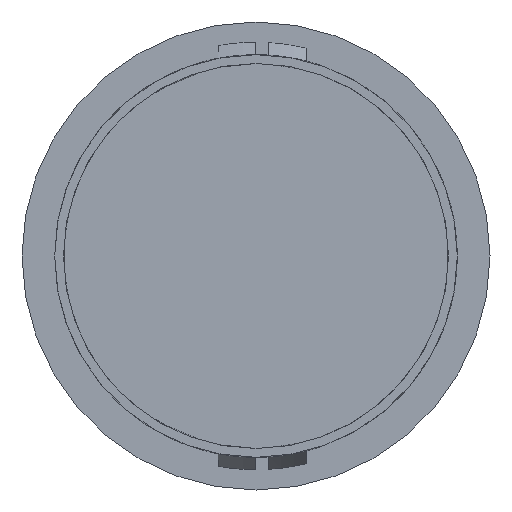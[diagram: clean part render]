
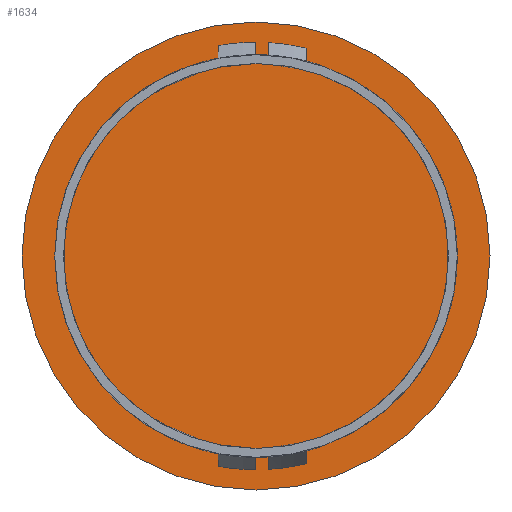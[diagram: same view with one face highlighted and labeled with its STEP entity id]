
A CAD part, front view. The second image highlights one B-rep face of the part: STEP entity #1634.
In plain terms, the highlighted planar face has unit normal (0, -1, 0).
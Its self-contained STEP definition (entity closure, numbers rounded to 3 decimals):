
#216 = CARTESIAN_POINT ( 'NONE',  ( 0., 0., 0. ) ) ;
#217 = DIRECTION ( 'NONE',  ( 0., -1., 0. ) ) ;
#218 = DIRECTION ( 'NONE',  ( 0., 0., -1. ) ) ;
#304 = AXIS2_PLACEMENT_3D ( 'NONE', #3548, #3549, #3550 ) ;
#322 = EDGE_CURVE ( 'NONE', #1085, #2547, #1786, .T. ) ;
#342 = EDGE_CURVE ( 'NONE', #1048, #1023, #1793, .T. ) ;
#370 = AXIS2_PLACEMENT_3D ( 'NONE', #3602, #3609, #3610 ) ;
#380 = AXIS2_PLACEMENT_3D ( 'NONE', #3668, #3669, #3670 ) ;
#446 = EDGE_CURVE ( 'NONE', #1035, #1037, #1801, .T. ) ;
#512 = VECTOR ( 'NONE', #2900, 1000. ) ;
#514 = VECTOR ( 'NONE', #2906, 1000. ) ;
#590 = EDGE_CURVE ( 'NONE', #2567, #1110, #1825, .T. ) ;
#689 = VECTOR ( 'NONE', #2915, 1000. ) ;
#692 = VECTOR ( 'NONE', #2924, 1000. ) ;
#777 = FACE_BOUND ( 'NONE', #915, .T. ) ;
#782 = FACE_OUTER_BOUND ( 'NONE', #916, .T. ) ;
#783 = AXIS2_PLACEMENT_3D ( 'NONE', #1539, #1540, #1541 ) ;
#911 = EDGE_LOOP ( 'NONE', ( #2648, #2649, #2645, #2650 ) ) ;
#915 = EDGE_LOOP ( 'NONE', ( #2642, #2643, #2644, #2641 ) ) ;
#916 = EDGE_LOOP ( 'NONE', ( #2646, #2647 ) ) ;
#1023 = VERTEX_POINT ( 'NONE', #1905 ) ;
#1035 = VERTEX_POINT ( 'NONE', #1917 ) ;
#1037 = VERTEX_POINT ( 'NONE', #1919 ) ;
#1048 = VERTEX_POINT ( 'NONE', #1930 ) ;
#1064 = VERTEX_POINT ( 'NONE', #1946 ) ;
#1085 = VERTEX_POINT ( 'NONE', #1967 ) ;
#1102 = VERTEX_POINT ( 'NONE', #1984 ) ;
#1110 = VERTEX_POINT ( 'NONE', #1992 ) ;
#1150 = EDGE_CURVE ( 'NONE', #1023, #1048, #3354, .T. ) ;
#1151 = EDGE_CURVE ( 'NONE', #1064, #1102, #3355, .T. ) ;
#1229 = AXIS2_PLACEMENT_3D ( 'NONE', #2044, #2045, #2046 ) ;
#1233 = AXIS2_PLACEMENT_3D ( 'NONE', #2041, #2042, #2043 ) ;
#1320 = FACE_BOUND ( 'NONE', #911, .T. ) ;
#1538 = PLANE ( 'NONE',  #783 ) ;
#1539 = CARTESIAN_POINT ( 'NONE',  ( -22.8, 0., 0. ) ) ;
#1540 = DIRECTION ( 'NONE',  ( 0., -1., 0. ) ) ;
#1541 = DIRECTION ( 'NONE',  ( 0., 0., -1. ) ) ;
#1634 = ADVANCED_FACE ( 'NONE', ( #777, #782, #1320 ), #1538, .T. ) ;
#1687 = EDGE_CURVE ( 'NONE', #1110, #1035, #2898, .T. ) ;
#1689 = EDGE_CURVE ( 'NONE', #1037, #2567, #2904, .T. ) ;
#1692 = EDGE_CURVE ( 'NONE', #1064, #2547, #2913, .T. ) ;
#1695 = EDGE_CURVE ( 'NONE', #1085, #1102, #2922, .T. ) ;
#1786 = CIRCLE ( 'NONE', #304, 21.8 ) ;
#1793 = CIRCLE ( 'NONE', #370, 26.5 ) ;
#1801 = CIRCLE ( 'NONE', #380, 22.8 ) ;
#1825 = CIRCLE ( 'NONE', #3422, 21.8 ) ;
#1905 = CARTESIAN_POINT ( 'NONE',  ( 0., 0., -26.5 ) ) ;
#1917 = CARTESIAN_POINT ( 'NONE',  ( 7.2, 0., 21.633 ) ) ;
#1919 = CARTESIAN_POINT ( 'NONE',  ( 7.2, 0., -21.633 ) ) ;
#1930 = CARTESIAN_POINT ( 'NONE',  ( 0., 0., 26.5 ) ) ;
#1946 = CARTESIAN_POINT ( 'NONE',  ( -5.8, 0., -22.05 ) ) ;
#1967 = CARTESIAN_POINT ( 'NONE',  ( -5.8, 0., 21.014 ) ) ;
#1984 = CARTESIAN_POINT ( 'NONE',  ( -5.8, 0., 22.05 ) ) ;
#1992 = CARTESIAN_POINT ( 'NONE',  ( 7.2, 0., 20.577 ) ) ;
#2041 = CARTESIAN_POINT ( 'NONE',  ( 0., 0., 0. ) ) ;
#2042 = DIRECTION ( 'NONE',  ( 0., 1., 0. ) ) ;
#2043 = DIRECTION ( 'NONE',  ( 0., 0., 1. ) ) ;
#2044 = CARTESIAN_POINT ( 'NONE',  ( 0., 0., 0. ) ) ;
#2045 = DIRECTION ( 'NONE',  ( 0., 1., 0. ) ) ;
#2046 = DIRECTION ( 'NONE',  ( 0., 0., 1. ) ) ;
#2547 = VERTEX_POINT ( 'NONE', #3257 ) ;
#2567 = VERTEX_POINT ( 'NONE', #3277 ) ;
#2641 = ORIENTED_EDGE ( 'NONE', *, *, #1687, .T. ) ;
#2642 = ORIENTED_EDGE ( 'NONE', *, *, #446, .T. ) ;
#2643 = ORIENTED_EDGE ( 'NONE', *, *, #1689, .T. ) ;
#2644 = ORIENTED_EDGE ( 'NONE', *, *, #590, .T. ) ;
#2645 = ORIENTED_EDGE ( 'NONE', *, *, #1695, .F. ) ;
#2646 = ORIENTED_EDGE ( 'NONE', *, *, #1150, .F. ) ;
#2647 = ORIENTED_EDGE ( 'NONE', *, *, #342, .F. ) ;
#2648 = ORIENTED_EDGE ( 'NONE', *, *, #1692, .F. ) ;
#2649 = ORIENTED_EDGE ( 'NONE', *, *, #1151, .T. ) ;
#2650 = ORIENTED_EDGE ( 'NONE', *, *, #322, .T. ) ;
#2898 = LINE ( 'NONE', #2899, #512 ) ;
#2899 = CARTESIAN_POINT ( 'NONE',  ( 7.2, 0., -25. ) ) ;
#2900 = DIRECTION ( 'NONE',  ( 0., 0., 1. ) ) ;
#2904 = LINE ( 'NONE', #2905, #514 ) ;
#2905 = CARTESIAN_POINT ( 'NONE',  ( 7.2, 0., -25. ) ) ;
#2906 = DIRECTION ( 'NONE',  ( 0., 0., 1. ) ) ;
#2913 = LINE ( 'NONE', #2914, #689 ) ;
#2914 = CARTESIAN_POINT ( 'NONE',  ( -5.8, 0., -25. ) ) ;
#2915 = DIRECTION ( 'NONE',  ( 0., 0., 1. ) ) ;
#2922 = LINE ( 'NONE', #2923, #692 ) ;
#2923 = CARTESIAN_POINT ( 'NONE',  ( -5.8, 0., -25. ) ) ;
#2924 = DIRECTION ( 'NONE',  ( 0., 0., 1. ) ) ;
#3257 = CARTESIAN_POINT ( 'NONE',  ( -5.8, 0., -21.014 ) ) ;
#3277 = CARTESIAN_POINT ( 'NONE',  ( 7.2, 0., -20.577 ) ) ;
#3354 = CIRCLE ( 'NONE', #1233, 26.5 ) ;
#3355 = CIRCLE ( 'NONE', #1229, 22.8 ) ;
#3422 = AXIS2_PLACEMENT_3D ( 'NONE', #216, #217, #218 ) ;
#3548 = CARTESIAN_POINT ( 'NONE',  ( 0., 0., 0. ) ) ;
#3549 = DIRECTION ( 'NONE',  ( 0., -1., 0. ) ) ;
#3550 = DIRECTION ( 'NONE',  ( 0., 0., -1. ) ) ;
#3602 = CARTESIAN_POINT ( 'NONE',  ( 0., 0., 0. ) ) ;
#3609 = DIRECTION ( 'NONE',  ( 0., 1., 0. ) ) ;
#3610 = DIRECTION ( 'NONE',  ( 0., 0., 1. ) ) ;
#3668 = CARTESIAN_POINT ( 'NONE',  ( 0., 0., 0. ) ) ;
#3669 = DIRECTION ( 'NONE',  ( 0., 1., 0. ) ) ;
#3670 = DIRECTION ( 'NONE',  ( 0., 0., 1. ) ) ;
